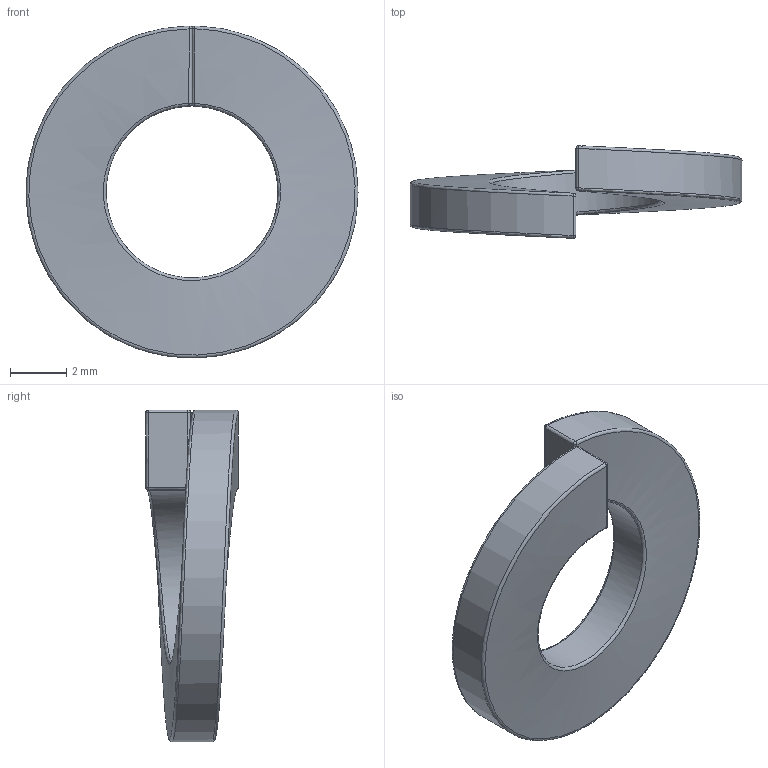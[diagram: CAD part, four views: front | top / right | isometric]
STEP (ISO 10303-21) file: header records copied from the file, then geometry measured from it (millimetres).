
FILE_DESCRIPTION (( 'STEP AP203' ), '1' );
FILE_NAME ('58319-240-6.step', '2019-12-19T08:41:41', ( '' ), ( '' ), 'SwSTEP 2.0', 'SolidWorks 2015', '' );
FILE_SCHEMA (( 'CONFIG_CONTROL_DESIGN' ));
Length unit declared in the file: millimetre
Products named in the file (2): 58319-240-6
Bounding box: 11.8 x 3.29 x 11.8 mm (x, y, z)
Volume: 127.9 mm3; surface area: 254.8 mm2
Topology: 1 solids, 1 shells, 278 faces, 726 edges, 477 vertices
Faces by surface type: bspline 136, plane 132, sphere 10
Entity records: 16555 total; most frequent: CARTESIAN_POINT 10581, ORIENTED_EDGE 1428, DIRECTION 758, EDGE_CURVE 714, VERTEX_POINT 468, LINE 426, VECTOR 426, EDGE_LOOP 304
